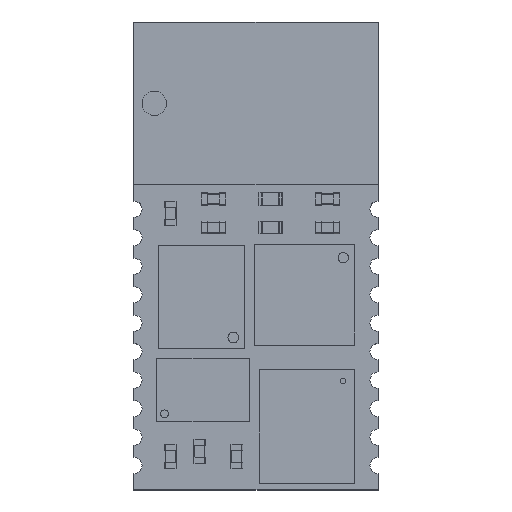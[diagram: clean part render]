
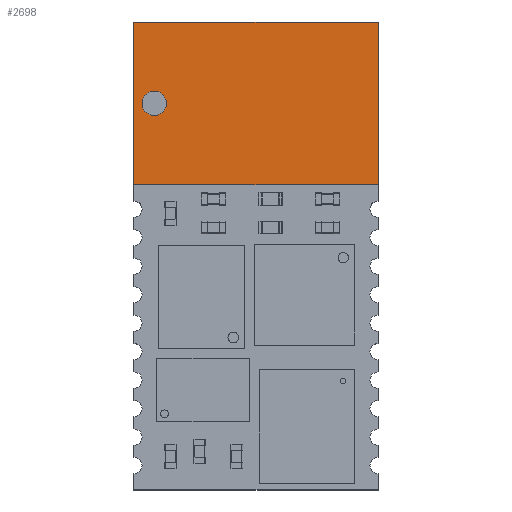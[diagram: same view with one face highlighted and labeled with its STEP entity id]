
A CAD part, top view. The second image highlights one B-rep face of the part: STEP entity #2698.
In plain terms, the highlighted planar face has unit normal (0, 0, 1).
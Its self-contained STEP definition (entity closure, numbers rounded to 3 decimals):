
#2533 = VERTEX_POINT('',#2534);
#2534 = CARTESIAN_POINT('',(0.,0.,0.391));
#2540 = EDGE_CURVE('',#2533,#2541,#2543,.T.);
#2541 = VERTEX_POINT('',#2542);
#2542 = CARTESIAN_POINT('',(0.,4.,0.391));
#2543 = LINE('',#2544,#2545);
#2544 = CARTESIAN_POINT('',(0.,0.,0.391));
#2545 = VECTOR('',#2546,1.);
#2546 = DIRECTION('',(0.,1.,0.));
#2571 = EDGE_CURVE('',#2541,#2572,#2574,.T.);
#2572 = VERTEX_POINT('',#2573);
#2573 = CARTESIAN_POINT('',(6.,4.,0.391));
#2574 = LINE('',#2575,#2576);
#2575 = CARTESIAN_POINT('',(0.,4.,0.391));
#2576 = VECTOR('',#2577,1.);
#2577 = DIRECTION('',(1.,0.,0.));
#2602 = EDGE_CURVE('',#2572,#2603,#2605,.T.);
#2603 = VERTEX_POINT('',#2604);
#2604 = CARTESIAN_POINT('',(6.,0.,0.391));
#2605 = LINE('',#2606,#2607);
#2606 = CARTESIAN_POINT('',(6.,4.,0.391));
#2607 = VECTOR('',#2608,1.);
#2608 = DIRECTION('',(0.,-1.,0.));
#2633 = EDGE_CURVE('',#2603,#2533,#2634,.T.);
#2634 = LINE('',#2635,#2636);
#2635 = CARTESIAN_POINT('',(6.,0.,0.391));
#2636 = VECTOR('',#2637,1.);
#2637 = DIRECTION('',(-1.,0.,0.));
#2664 = VERTEX_POINT('',#2665);
#2665 = CARTESIAN_POINT('',(0.8,2.,0.391));
#2671 = EDGE_CURVE('',#2664,#2664,#2672,.T.);
#2672 = CIRCLE('',#2673,0.3);
#2673 = AXIS2_PLACEMENT_3D('',#2674,#2675,#2676);
#2674 = CARTESIAN_POINT('',(0.5,2.,0.391));
#2675 = DIRECTION('',(0.,0.,1.));
#2676 = DIRECTION('',(1.,0.,-0.));
#2698 = ADVANCED_FACE('',(#2699,#2705),#2708,.T.);
#2699 = FACE_BOUND('',#2700,.F.);
#2700 = EDGE_LOOP('',(#2701,#2702,#2703,#2704));
#2701 = ORIENTED_EDGE('',*,*,#2540,.T.);
#2702 = ORIENTED_EDGE('',*,*,#2571,.T.);
#2703 = ORIENTED_EDGE('',*,*,#2602,.T.);
#2704 = ORIENTED_EDGE('',*,*,#2633,.T.);
#2705 = FACE_BOUND('',#2706,.T.);
#2706 = EDGE_LOOP('',(#2707));
#2707 = ORIENTED_EDGE('',*,*,#2671,.F.);
#2708 = PLANE('',#2709);
#2709 = AXIS2_PLACEMENT_3D('',#2710,#2711,#2712);
#2710 = CARTESIAN_POINT('',(0.,0.,0.391));
#2711 = DIRECTION('',(0.,0.,1.));
#2712 = DIRECTION('',(1.,0.,-0.));
